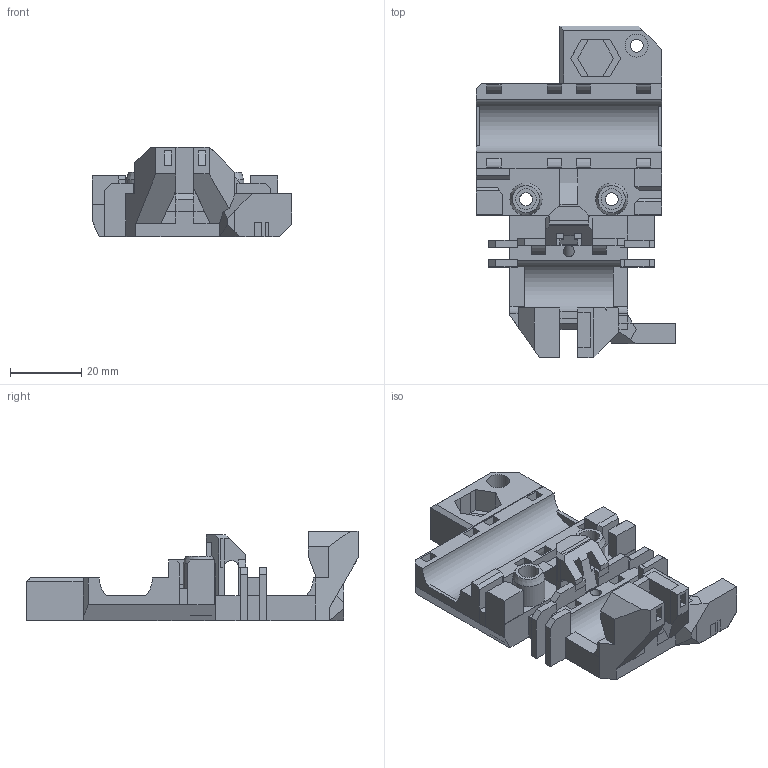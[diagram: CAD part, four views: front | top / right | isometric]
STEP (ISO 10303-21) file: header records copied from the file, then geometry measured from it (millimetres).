
FILE_DESCRIPTION(('FreeCAD Model'),'2;1');
FILE_NAME('x-carriage.step','2020-04-20T15:06:03',('Author'),(''), 'Open CASCADE STEP processor 7.3','FreeCAD','Unknown');
FILE_SCHEMA(('AUTOMOTIVE_DESIGN { 1 0 10303 214 1 1 1 1 }'));
Length unit declared in the file: millimetre
Products named in the file (1): difference016
Bounding box: 56 x 93 x 25 mm (x, y, z)
Volume: 35147.8 mm3; surface area: 20492.6 mm2
Topology: 1 solids, 8 shells, 418 faces, 1144 edges, 738 vertices
Faces by surface type: plane 386, cylinder 27, cone 5
Full cylindrical faces by diameter (mm): 3.04 x1, 3.6 x3, 5.8 x2, 6.4 x1, 9 x2
Entity records: 29884 total; most frequent: CARTESIAN_POINT 5631, DIRECTION 3376, LINE 2317, VECTOR 2317, ORIENTED_EDGE 2288, PCURVE 2288, DEFINITIONAL_REPRESENTATION 2288, EDGE_CURVE 1144
